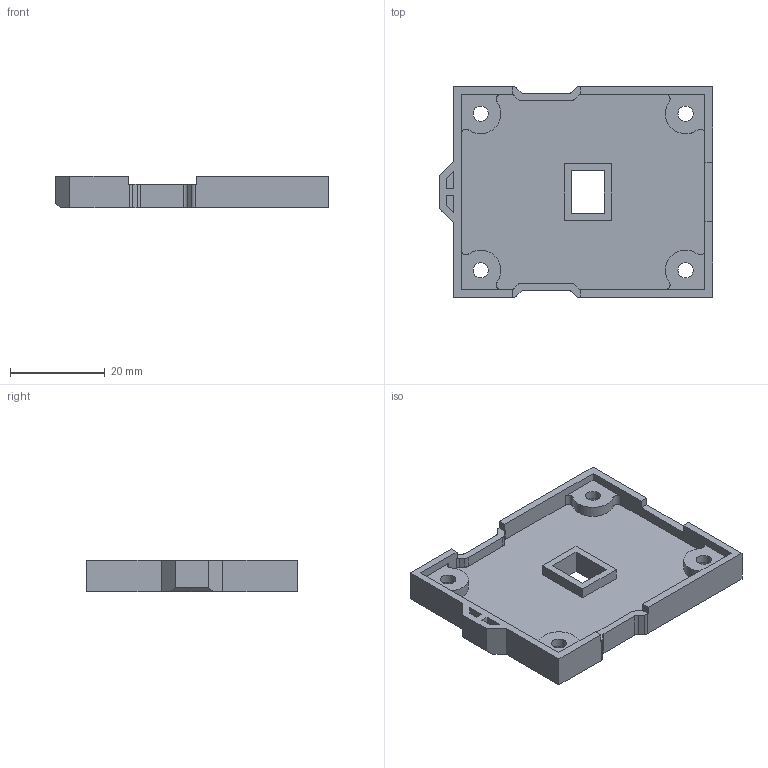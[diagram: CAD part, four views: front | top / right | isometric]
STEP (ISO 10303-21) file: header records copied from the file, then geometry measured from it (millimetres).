
FILE_DESCRIPTION (( 'STEP AP203' ), '1' );
FILE_NAME ('WALT_encl.STEP', '2016-12-08T20:52:21', ( '' ), ( '' ), 'SwSTEP 2.0', 'SolidWorks 2016', '' );
FILE_SCHEMA (( 'CONFIG_CONTROL_DESIGN' ));
Length unit declared in the file: millimetre
Products named in the file (1): WALT_encl
Bounding box: 57.55 x 44.4 x 6.7 mm (x, y, z)
Volume: 6564.5 mm3; surface area: 7388.2 mm2
Topology: 1 solids, 1 shells, 160 faces, 447 edges, 298 vertices
Faces by surface type: plane 112, cylinder 48
Entity records: 5224 total; most frequent: CARTESIAN_POINT 906, ORIENTED_EDGE 894, DIRECTION 865, EDGE_CURVE 447, LINE 351, VECTOR 351, VERTEX_POINT 298, AXIS2_PLACEMENT_3D 257
